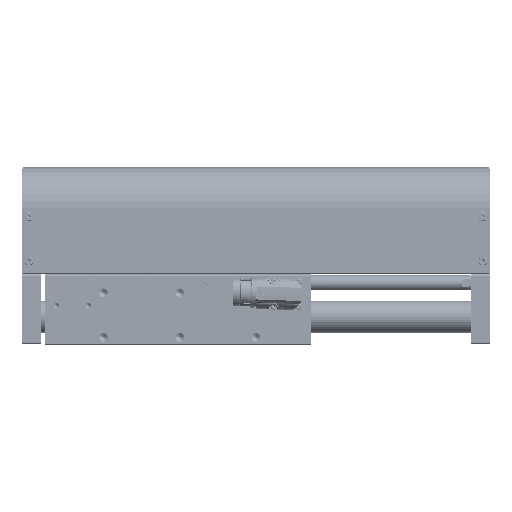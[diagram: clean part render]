
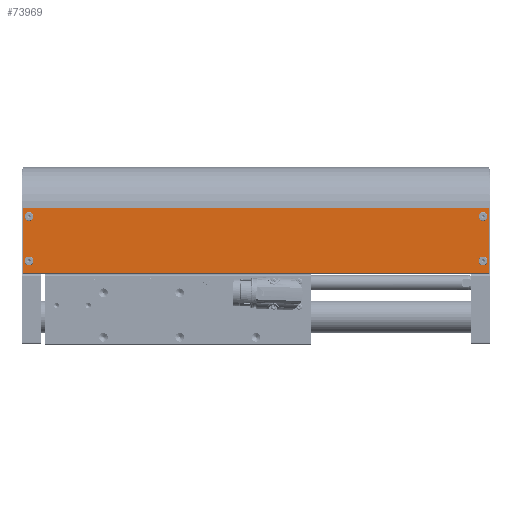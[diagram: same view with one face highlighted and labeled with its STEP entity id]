
A CAD part, top view. The second image highlights one B-rep face of the part: STEP entity #73969.
In plain terms, the highlighted face is planar.
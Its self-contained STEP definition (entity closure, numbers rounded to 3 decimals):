
#1093 = CARTESIAN_POINT ( 'NONE',  ( -32., 0., 0. ) ) ;
#2211 = VECTOR ( 'NONE', #50713, 1000. ) ;
#2298 = CARTESIAN_POINT ( 'NONE',  ( -32., -42., 5. ) ) ;
#2356 = DIRECTION ( 'NONE',  ( 0., 0., 1. ) ) ;
#2445 = DIRECTION ( 'NONE',  ( 0., 0., 1. ) ) ;
#4021 = EDGE_LOOP ( 'NONE', ( #21435 ) ) ;
#4140 = DIRECTION ( 'NONE',  ( 0., 1., 0. ) ) ;
#4157 = AXIS2_PLACEMENT_3D ( 'NONE', #72914, #38203, #2445 ) ;
#4226 = CARTESIAN_POINT ( 'NONE',  ( -32., -51.5, 367. ) ) ;
#4645 = VERTEX_POINT ( 'NONE', #45697 ) ;
#4818 = CIRCLE ( 'NONE', #34292, 2.4 ) ;
#5283 = FACE_BOUND ( 'NONE', #4021, .T. ) ;
#7036 = ORIENTED_EDGE ( 'NONE', *, *, #66298, .F. ) ;
#8674 = ORIENTED_EDGE ( 'NONE', *, *, #70394, .F. ) ;
#10336 = DIRECTION ( 'NONE',  ( 1., 0., 0. ) ) ;
#10377 = LINE ( 'NONE', #62293, #2211 ) ;
#11105 = FACE_BOUND ( 'NONE', #22600, .T. ) ;
#11878 = DIRECTION ( 'NONE',  ( -1., 0., 0. ) ) ;
#14314 = CARTESIAN_POINT ( 'NONE',  ( -32., -42., 362. ) ) ;
#18131 = VECTOR ( 'NONE', #36093, 1000. ) ;
#18756 = VERTEX_POINT ( 'NONE', #36045 ) ;
#21435 = ORIENTED_EDGE ( 'NONE', *, *, #27221, .F. ) ;
#21460 = EDGE_CURVE ( 'NONE', #18756, #69901, #10377, .T. ) ;
#22173 = LINE ( 'NONE', #34074, #27588 ) ;
#22304 = VERTEX_POINT ( 'NONE', #62720 ) ;
#22381 = CARTESIAN_POINT ( 'NONE',  ( -32., -7., 364.4 ) ) ;
#22600 = EDGE_LOOP ( 'NONE', ( #28749 ) ) ;
#24270 = VERTEX_POINT ( 'NONE', #41534 ) ;
#25209 = EDGE_CURVE ( 'NONE', #22304, #22304, #28403, .T. ) ;
#25237 = CARTESIAN_POINT ( 'NONE',  ( -32., -51.5, 0. ) ) ;
#27221 = EDGE_CURVE ( 'NONE', #51852, #51852, #70548, .T. ) ;
#27588 = VECTOR ( 'NONE', #28707, 1000. ) ;
#27731 = DIRECTION ( 'NONE',  ( 0., 0., 1. ) ) ;
#28403 = CIRCLE ( 'NONE', #47979, 2.4 ) ;
#28707 = DIRECTION ( 'NONE',  ( 0., -1., 0. ) ) ;
#28749 = ORIENTED_EDGE ( 'NONE', *, *, #25209, .F. ) ;
#30959 = ORIENTED_EDGE ( 'NONE', *, *, #51489, .T. ) ;
#31080 = AXIS2_PLACEMENT_3D ( 'NONE', #2298, #53806, #66576 ) ;
#31444 = VECTOR ( 'NONE', #27731, 1000. ) ;
#34074 = CARTESIAN_POINT ( 'NONE',  ( -32., 0., 367. ) ) ;
#34292 = AXIS2_PLACEMENT_3D ( 'NONE', #70367, #11878, #58744 ) ;
#36045 = CARTESIAN_POINT ( 'NONE',  ( -32., 0., 367. ) ) ;
#36093 = DIRECTION ( 'NONE',  ( 0., -1., 0. ) ) ;
#36254 = VERTEX_POINT ( 'NONE', #25237 ) ;
#38203 = DIRECTION ( 'NONE',  ( -1., 0., 0. ) ) ;
#39878 = FACE_BOUND ( 'NONE', #44097, .T. ) ;
#41534 = CARTESIAN_POINT ( 'NONE',  ( -32., -42., 7.4 ) ) ;
#44097 = EDGE_LOOP ( 'NONE', ( #7036 ) ) ;
#44896 = PLANE ( 'NONE',  #69250 ) ;
#45697 = CARTESIAN_POINT ( 'NONE',  ( -32., -51.5, 367. ) ) ;
#46469 = EDGE_CURVE ( 'NONE', #69901, #36254, #70808, .T. ) ;
#47608 = CARTESIAN_POINT ( 'NONE',  ( -32., -7., 7.4 ) ) ;
#47979 = AXIS2_PLACEMENT_3D ( 'NONE', #14314, #60803, #2356 ) ;
#49231 = EDGE_CURVE ( 'NONE', #18756, #4645, #22173, .T. ) ;
#50452 = ORIENTED_EDGE ( 'NONE', *, *, #49231, .F. ) ;
#50713 = DIRECTION ( 'NONE',  ( 0., 0., -1. ) ) ;
#51489 = EDGE_CURVE ( 'NONE', #36254, #4645, #68549, .T. ) ;
#51852 = VERTEX_POINT ( 'NONE', #47608 ) ;
#51996 = ORIENTED_EDGE ( 'NONE', *, *, #21460, .T. ) ;
#53806 = DIRECTION ( 'NONE',  ( -1., 0., 0. ) ) ;
#57000 = ORIENTED_EDGE ( 'NONE', *, *, #46469, .T. ) ;
#58738 = EDGE_LOOP ( 'NONE', ( #57000, #30959, #50452, #51996 ) ) ;
#58744 = DIRECTION ( 'NONE',  ( 0., 0., 1. ) ) ;
#59906 = CARTESIAN_POINT ( 'NONE',  ( -32., 0., 0. ) ) ;
#60803 = DIRECTION ( 'NONE',  ( -1., 0., 0. ) ) ;
#62293 = CARTESIAN_POINT ( 'NONE',  ( -32., 0., 367. ) ) ;
#62720 = CARTESIAN_POINT ( 'NONE',  ( -32., -42., 364.4 ) ) ;
#63059 = CIRCLE ( 'NONE', #31080, 2.4 ) ;
#66298 = EDGE_CURVE ( 'NONE', #75559, #75559, #4818, .T. ) ;
#66576 = DIRECTION ( 'NONE',  ( 0., 0., 1. ) ) ;
#67018 = EDGE_LOOP ( 'NONE', ( #8674 ) ) ;
#68549 = LINE ( 'NONE', #4226, #31444 ) ;
#69250 = AXIS2_PLACEMENT_3D ( 'NONE', #74633, #10336, #4140 ) ;
#69583 = FACE_OUTER_BOUND ( 'NONE', #58738, .T. ) ;
#69901 = VERTEX_POINT ( 'NONE', #59906 ) ;
#70367 = CARTESIAN_POINT ( 'NONE',  ( -32., -7., 362. ) ) ;
#70394 = EDGE_CURVE ( 'NONE', #24270, #24270, #63059, .T. ) ;
#70548 = CIRCLE ( 'NONE', #4157, 2.4 ) ;
#70808 = LINE ( 'NONE', #1093, #18131 ) ;
#72914 = CARTESIAN_POINT ( 'NONE',  ( -32., -7., 5. ) ) ;
#73969 = ADVANCED_FACE ( 'NONE', ( #69583, #11105, #39878, #75765, #5283 ), #44896, .F. ) ;
#74633 = CARTESIAN_POINT ( 'NONE',  ( -32., 0., 367. ) ) ;
#75559 = VERTEX_POINT ( 'NONE', #22381 ) ;
#75765 = FACE_BOUND ( 'NONE', #67018, .T. ) ;
